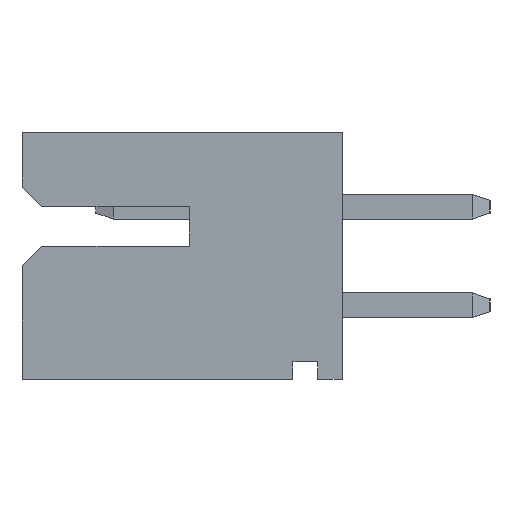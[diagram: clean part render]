
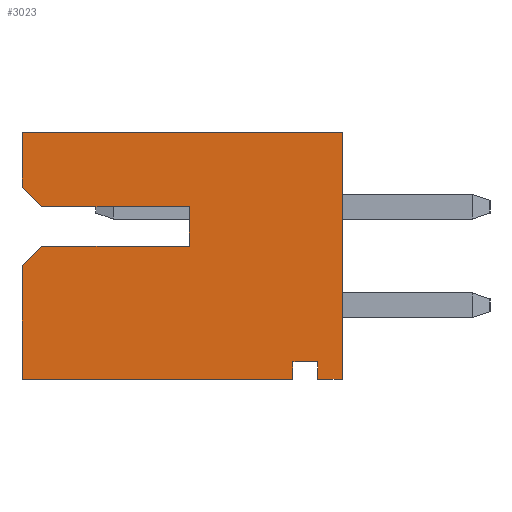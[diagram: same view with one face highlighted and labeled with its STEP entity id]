
A CAD part, left-side view. The second image highlights one B-rep face of the part: STEP entity #3023.
In plain terms, the highlighted planar face has unit normal (-1, 0, 0).
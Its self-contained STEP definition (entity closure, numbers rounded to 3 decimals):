
#1653=CARTESIAN_POINT('',(0.,0.,-5.));
#1654=VERTEX_POINT('',#1653);
#1661=CARTESIAN_POINT('',(0.,0.5,-5.));
#1662=VERTEX_POINT('',#1661);
#1663=CARTESIAN_POINT('',(0.,0.,-5.));
#1664=DIRECTION('',(0.,1.,0.));
#1665=VECTOR('',#1664,0.5);
#1666=LINE('',#1663,#1665);
#1667=EDGE_CURVE('',#1654,#1662,#1666,.T.);
#2903=CARTESIAN_POINT('',(0.,0.,0.));
#2904=VERTEX_POINT('',#2903);
#2911=CARTESIAN_POINT('',(0.,0.,0.));
#2912=DIRECTION('',(0.,0.,-1.));
#2913=VECTOR('',#2912,5.);
#2914=LINE('',#2911,#2913);
#2915=EDGE_CURVE('',#2904,#1654,#2914,.T.);
#2920=CARTESIAN_POINT('',(0.,0.,-5.));
#2921=DIRECTION('',(0.,0.,1.));
#2922=DIRECTION('',(-1.,0.,0.));
#2923=AXIS2_PLACEMENT_3D('',#2920,#2922,#2921);
#2924=PLANE('',#2923);
#2925=CARTESIAN_POINT('',(0.,6.5,0.));
#2926=VERTEX_POINT('',#2925);
#2927=CARTESIAN_POINT('',(0.,0.,0.));
#2928=DIRECTION('',(0.,1.,0.));
#2929=VECTOR('',#2928,6.5);
#2930=LINE('',#2927,#2929);
#2931=EDGE_CURVE('',#2904,#2926,#2930,.T.);
#2932=ORIENTED_EDGE('',*,*,#2931,.T.);
#2933=CARTESIAN_POINT('',(0.,6.5,-1.1));
#2934=VERTEX_POINT('',#2933);
#2935=CARTESIAN_POINT('',(0.,6.5,0.));
#2936=DIRECTION('',(0.,0.,-1.));
#2937=VECTOR('',#2936,1.1);
#2938=LINE('',#2935,#2937);
#2939=EDGE_CURVE('',#2926,#2934,#2938,.T.);
#2940=ORIENTED_EDGE('',*,*,#2939,.T.);
#2941=CARTESIAN_POINT('',(0.,6.1,-1.5));
#2942=VERTEX_POINT('',#2941);
#2943=CARTESIAN_POINT('',(0.,6.5,-1.1));
#2944=DIRECTION('',(0.,-0.707,-0.707));
#2945=VECTOR('',#2944,0.566);
#2946=LINE('',#2943,#2945);
#2947=EDGE_CURVE('',#2934,#2942,#2946,.T.);
#2948=ORIENTED_EDGE('',*,*,#2947,.T.);
#2949=CARTESIAN_POINT('',(0.,3.1,-1.5));
#2950=VERTEX_POINT('',#2949);
#2951=CARTESIAN_POINT('',(0.,6.1,-1.5));
#2952=DIRECTION('',(0.,-1.,0.));
#2953=VECTOR('',#2952,3.);
#2954=LINE('',#2951,#2953);
#2955=EDGE_CURVE('',#2942,#2950,#2954,.T.);
#2956=ORIENTED_EDGE('',*,*,#2955,.T.);
#2957=CARTESIAN_POINT('',(0.,3.1,-2.3));
#2958=VERTEX_POINT('',#2957);
#2959=CARTESIAN_POINT('',(0.,3.1,-1.5));
#2960=DIRECTION('',(0.,0.,-1.));
#2961=VECTOR('',#2960,0.8);
#2962=LINE('',#2959,#2961);
#2963=EDGE_CURVE('',#2950,#2958,#2962,.T.);
#2964=ORIENTED_EDGE('',*,*,#2963,.T.);
#2965=CARTESIAN_POINT('',(0.,6.1,-2.3));
#2966=VERTEX_POINT('',#2965);
#2967=CARTESIAN_POINT('',(0.,3.1,-2.3));
#2968=DIRECTION('',(0.,1.,0.));
#2969=VECTOR('',#2968,3.);
#2970=LINE('',#2967,#2969);
#2971=EDGE_CURVE('',#2958,#2966,#2970,.T.);
#2972=ORIENTED_EDGE('',*,*,#2971,.T.);
#2973=CARTESIAN_POINT('',(0.,6.5,-2.7));
#2974=VERTEX_POINT('',#2973);
#2975=CARTESIAN_POINT('',(0.,6.1,-2.3));
#2976=DIRECTION('',(0.,0.707,-0.707));
#2977=VECTOR('',#2976,0.566);
#2978=LINE('',#2975,#2977);
#2979=EDGE_CURVE('',#2966,#2974,#2978,.T.);
#2980=ORIENTED_EDGE('',*,*,#2979,.T.);
#2981=CARTESIAN_POINT('',(0.,6.5,-5.));
#2982=VERTEX_POINT('',#2981);
#2983=CARTESIAN_POINT('',(0.,6.5,-2.7));
#2984=DIRECTION('',(0.,0.,-1.));
#2985=VECTOR('',#2984,2.3);
#2986=LINE('',#2983,#2985);
#2987=EDGE_CURVE('',#2974,#2982,#2986,.T.);
#2988=ORIENTED_EDGE('',*,*,#2987,.T.);
#2989=CARTESIAN_POINT('',(0.,1.,-5.));
#2990=VERTEX_POINT('',#2989);
#2991=CARTESIAN_POINT('',(0.,6.5,-5.));
#2992=DIRECTION('',(0.,-1.,0.));
#2993=VECTOR('',#2992,5.5);
#2994=LINE('',#2991,#2993);
#2995=EDGE_CURVE('',#2982,#2990,#2994,.T.);
#2996=ORIENTED_EDGE('',*,*,#2995,.T.);
#2997=CARTESIAN_POINT('',(0.,1.,-4.65));
#2998=VERTEX_POINT('',#2997);
#2999=CARTESIAN_POINT('',(0.,1.,-5.));
#3000=DIRECTION('',(0.,0.,1.));
#3001=VECTOR('',#3000,0.35);
#3002=LINE('',#2999,#3001);
#3003=EDGE_CURVE('',#2990,#2998,#3002,.T.);
#3004=ORIENTED_EDGE('',*,*,#3003,.T.);
#3005=CARTESIAN_POINT('',(0.,0.5,-4.65));
#3006=VERTEX_POINT('',#3005);
#3007=CARTESIAN_POINT('',(0.,1.,-4.65));
#3008=DIRECTION('',(0.,-1.,0.));
#3009=VECTOR('',#3008,0.5);
#3010=LINE('',#3007,#3009);
#3011=EDGE_CURVE('',#2998,#3006,#3010,.T.);
#3012=ORIENTED_EDGE('',*,*,#3011,.T.);
#3013=CARTESIAN_POINT('',(0.,0.5,-4.65));
#3014=DIRECTION('',(0.,0.,-1.));
#3015=VECTOR('',#3014,0.35);
#3016=LINE('',#3013,#3015);
#3017=EDGE_CURVE('',#3006,#1662,#3016,.T.);
#3018=ORIENTED_EDGE('',*,*,#3017,.T.);
#3019=ORIENTED_EDGE('',*,*,#1667,.F.);
#3020=ORIENTED_EDGE('',*,*,#2915,.F.);
#3021=EDGE_LOOP('',(#2932,#2940,#2948,#2956,#2964,#2972,#2980,#2988,#2996,#3004,#3012,#3018,#3019,#3020));
#3022=FACE_OUTER_BOUND('',#3021,.T.);
#3023=ADVANCED_FACE('',(#3022),#2924,.T.);
